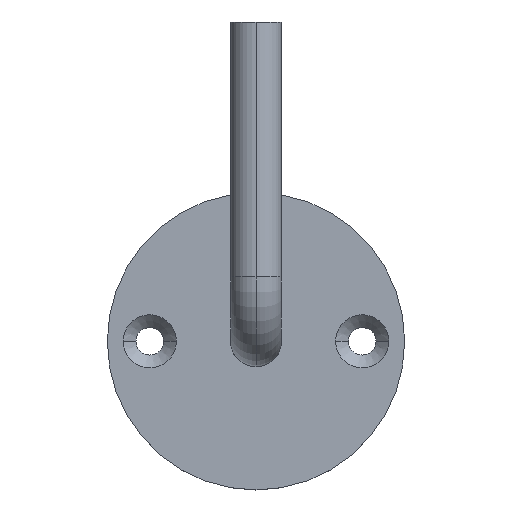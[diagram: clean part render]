
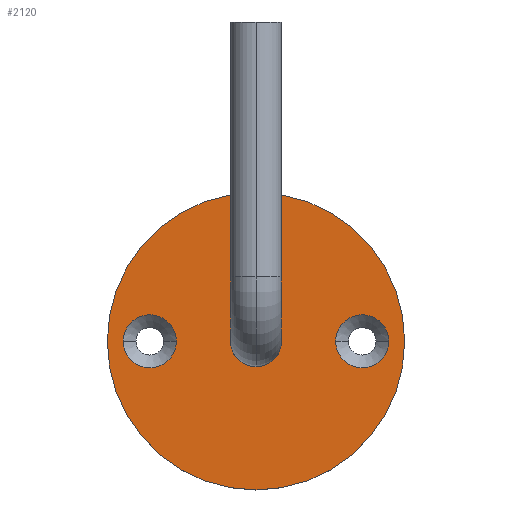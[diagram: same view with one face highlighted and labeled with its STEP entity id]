
A CAD part, top view. The second image highlights one B-rep face of the part: STEP entity #2120.
In plain terms, the highlighted planar face has unit normal (0, 0, 1).
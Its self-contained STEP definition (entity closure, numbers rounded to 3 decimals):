
#222 = DIRECTION ( 'NONE',  ( 0., 0., -1. ) ) ;
#271 = EDGE_LOOP ( 'NONE', ( #5224, #7646 ) ) ;
#730 = DIRECTION ( 'NONE',  ( 0., 0., -1. ) ) ;
#920 = EDGE_CURVE ( 'NONE', #18142, #15072, #18212, .T. ) ;
#957 = DIRECTION ( 'NONE',  ( 1., 0., 0. ) ) ;
#1277 = CARTESIAN_POINT ( 'NONE',  ( 0., 0., 4. ) ) ;
#1519 = AXIS2_PLACEMENT_3D ( 'NONE', #11251, #9826, #2758 ) ;
#1635 = CARTESIAN_POINT ( 'NONE',  ( 0., 0., 4. ) ) ;
#2015 = VERTEX_POINT ( 'NONE', #18126 ) ;
#2120 = ADVANCED_FACE ( 'NONE', ( #5939, #13277, #12852, #9746 ), #4225, .T. ) ;
#2354 = CARTESIAN_POINT ( 'NONE',  ( 25., 0., 4. ) ) ;
#2376 = DIRECTION ( 'NONE',  ( 1., 0., 0. ) ) ;
#2607 = CIRCLE ( 'NONE', #1519, 6.25 ) ;
#2758 = DIRECTION ( 'NONE',  ( 1., 0., 0. ) ) ;
#3314 = CARTESIAN_POINT ( 'NONE',  ( -25., 0., 4. ) ) ;
#3459 = DIRECTION ( 'NONE',  ( 0., 0., 1. ) ) ;
#3710 = CIRCLE ( 'NONE', #7341, 6.25 ) ;
#3775 = DIRECTION ( 'NONE',  ( 1., 0., 0. ) ) ;
#4225 = PLANE ( 'NONE',  #16953 ) ;
#4428 = CARTESIAN_POINT ( 'NONE',  ( -31.25, 0., 4. ) ) ;
#4507 = CARTESIAN_POINT ( 'NONE',  ( 18.75, 0., 4. ) ) ;
#4665 = CIRCLE ( 'NONE', #15188, 4. ) ;
#4896 = DIRECTION ( 'NONE',  ( 1., 0., 0. ) ) ;
#5175 = ORIENTED_EDGE ( 'NONE', *, *, #5544, .T. ) ;
#5218 = DIRECTION ( 'NONE',  ( 0., 0., 1. ) ) ;
#5224 = ORIENTED_EDGE ( 'NONE', *, *, #13965, .F. ) ;
#5285 = EDGE_CURVE ( 'NONE', #9581, #8077, #5557, .T. ) ;
#5544 = EDGE_CURVE ( 'NONE', #2015, #12716, #4665, .T. ) ;
#5557 = CIRCLE ( 'NONE', #14238, 6.25 ) ;
#5864 = VERTEX_POINT ( 'NONE', #4428 ) ;
#5909 = CIRCLE ( 'NONE', #12068, 6.25 ) ;
#5939 = FACE_BOUND ( 'NONE', #12908, .T. ) ;
#5965 = AXIS2_PLACEMENT_3D ( 'NONE', #15278, #16694, #2376 ) ;
#6042 = CARTESIAN_POINT ( 'NONE',  ( -18.75, 0., 4. ) ) ;
#6206 = CARTESIAN_POINT ( 'NONE',  ( 0., 0., 4. ) ) ;
#6307 = EDGE_LOOP ( 'NONE', ( #10029, #16451 ) ) ;
#6473 = CARTESIAN_POINT ( 'NONE',  ( -35., 0., 4. ) ) ;
#6559 = CIRCLE ( 'NONE', #15630, 4. ) ;
#7204 = ORIENTED_EDGE ( 'NONE', *, *, #5285, .F. ) ;
#7341 = AXIS2_PLACEMENT_3D ( 'NONE', #9421, #5218, #957 ) ;
#7646 = ORIENTED_EDGE ( 'NONE', *, *, #16701, .F. ) ;
#8077 = VERTEX_POINT ( 'NONE', #4507 ) ;
#8283 = ORIENTED_EDGE ( 'NONE', *, *, #15271, .T. ) ;
#8417 = DIRECTION ( 'NONE',  ( 1., 0., 0. ) ) ;
#8596 = EDGE_CURVE ( 'NONE', #8077, #9581, #3710, .T. ) ;
#8733 = DIRECTION ( 'NONE',  ( -1., 0., 0. ) ) ;
#9421 = CARTESIAN_POINT ( 'NONE',  ( 25., 0., 4. ) ) ;
#9581 = VERTEX_POINT ( 'NONE', #16100 ) ;
#9607 = CARTESIAN_POINT ( 'NONE',  ( 0., 0., 4. ) ) ;
#9733 = DIRECTION ( 'NONE',  ( 0., 0., 1. ) ) ;
#9746 = FACE_OUTER_BOUND ( 'NONE', #6307, .T. ) ;
#9826 = DIRECTION ( 'NONE',  ( 0., 0., 1. ) ) ;
#10029 = ORIENTED_EDGE ( 'NONE', *, *, #920, .T. ) ;
#10438 = CARTESIAN_POINT ( 'NONE',  ( 35., 0., 4. ) ) ;
#10505 = DIRECTION ( 'NONE',  ( -1., 0., 0. ) ) ;
#11172 = DIRECTION ( 'NONE',  ( 0., 0., 1. ) ) ;
#11251 = CARTESIAN_POINT ( 'NONE',  ( -25., 0., 4. ) ) ;
#11380 = VERTEX_POINT ( 'NONE', #6042 ) ;
#12068 = AXIS2_PLACEMENT_3D ( 'NONE', #3314, #3459, #4896 ) ;
#12269 = DIRECTION ( 'NONE',  ( 0., 0., 1. ) ) ;
#12716 = VERTEX_POINT ( 'NONE', #17006 ) ;
#12852 = FACE_BOUND ( 'NONE', #13843, .T. ) ;
#12908 = EDGE_LOOP ( 'NONE', ( #5175, #8283 ) ) ;
#13277 = FACE_BOUND ( 'NONE', #271, .T. ) ;
#13843 = EDGE_LOOP ( 'NONE', ( #7204, #17660 ) ) ;
#13965 = EDGE_CURVE ( 'NONE', #11380, #5864, #5909, .T. ) ;
#14031 = DIRECTION ( 'NONE',  ( 1., 0., 0. ) ) ;
#14238 = AXIS2_PLACEMENT_3D ( 'NONE', #2354, #12269, #3775 ) ;
#15072 = VERTEX_POINT ( 'NONE', #10438 ) ;
#15188 = AXIS2_PLACEMENT_3D ( 'NONE', #6206, #730, #10505 ) ;
#15271 = EDGE_CURVE ( 'NONE', #12716, #2015, #6559, .T. ) ;
#15278 = CARTESIAN_POINT ( 'NONE',  ( 0., 0., 4. ) ) ;
#15310 = AXIS2_PLACEMENT_3D ( 'NONE', #1277, #11172, #14031 ) ;
#15630 = AXIS2_PLACEMENT_3D ( 'NONE', #1635, #222, #8733 ) ;
#16100 = CARTESIAN_POINT ( 'NONE',  ( 31.25, 0., 4. ) ) ;
#16451 = ORIENTED_EDGE ( 'NONE', *, *, #17156, .T. ) ;
#16562 = CIRCLE ( 'NONE', #15310, 35. ) ;
#16694 = DIRECTION ( 'NONE',  ( 0., 0., 1. ) ) ;
#16701 = EDGE_CURVE ( 'NONE', #5864, #11380, #2607, .T. ) ;
#16953 = AXIS2_PLACEMENT_3D ( 'NONE', #9607, #9733, #8417 ) ;
#17006 = CARTESIAN_POINT ( 'NONE',  ( 4., 0., 4. ) ) ;
#17156 = EDGE_CURVE ( 'NONE', #15072, #18142, #16562, .T. ) ;
#17660 = ORIENTED_EDGE ( 'NONE', *, *, #8596, .F. ) ;
#18126 = CARTESIAN_POINT ( 'NONE',  ( -4., 0., 4. ) ) ;
#18142 = VERTEX_POINT ( 'NONE', #6473 ) ;
#18212 = CIRCLE ( 'NONE', #5965, 35. ) ;
